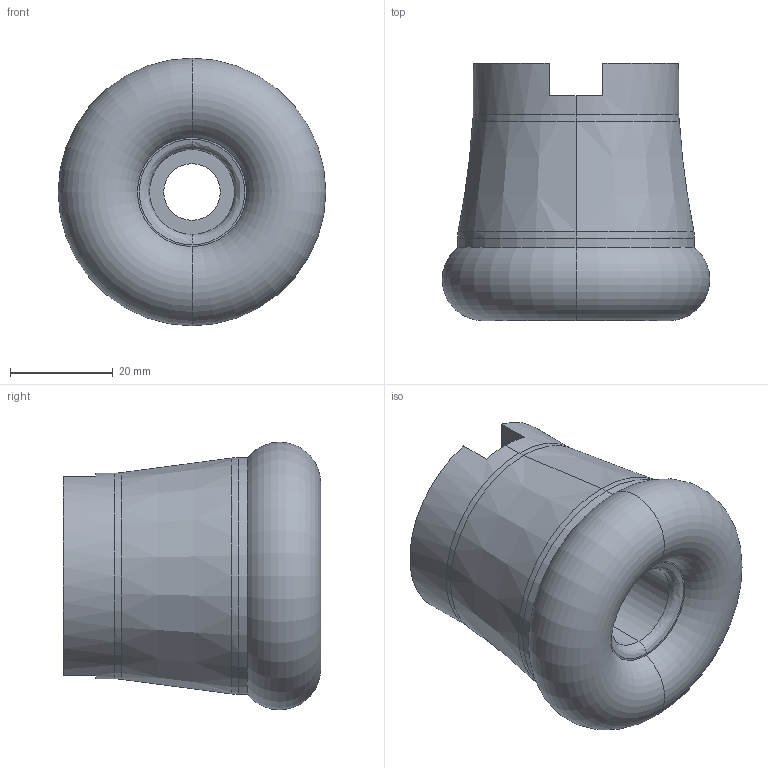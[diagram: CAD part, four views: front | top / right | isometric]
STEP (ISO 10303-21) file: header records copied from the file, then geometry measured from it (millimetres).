
FILE_DESCRIPTION (( 'STEP AP203' ), '1' );
FILE_NAME ('S808-52-50-04-16-.STEP', '2019-04-02T15:08:29', ( '' ), ( '' ), 'SwSTEP 2.0', 'SolidWorks 2018', '' );
FILE_SCHEMA (( 'CONFIG_CONTROL_DESIGN' ));
Length unit declared in the file: millimetre
Products named in the file (1): S808-52-50-04-16-
Bounding box: 51.99 x 50 x 51.99 mm (x, y, z)
Volume: 61846.8 mm3; surface area: 12429.4 mm2
Topology: 1 solids, 1 shells, 35 faces, 84 edges, 52 vertices
Faces by surface type: plane 13, cylinder 12, bspline 6, torus 2, cone 2
Entity records: 1358 total; most frequent: CARTESIAN_POINT 449, DIRECTION 188, ORIENTED_EDGE 168, EDGE_CURVE 84, AXIS2_PLACEMENT_3D 76, VERTEX_POINT 52, CIRCLE 46, EDGE_LOOP 38
